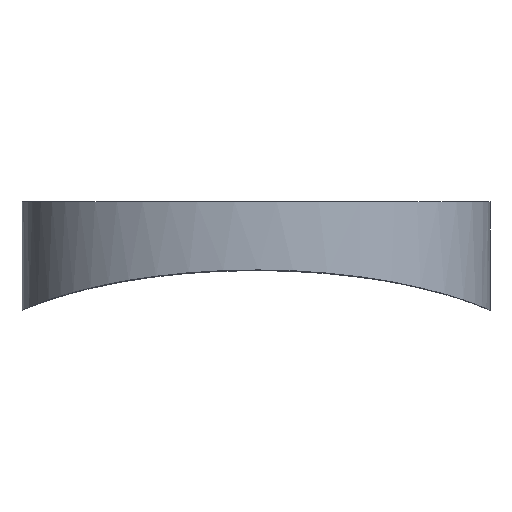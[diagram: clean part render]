
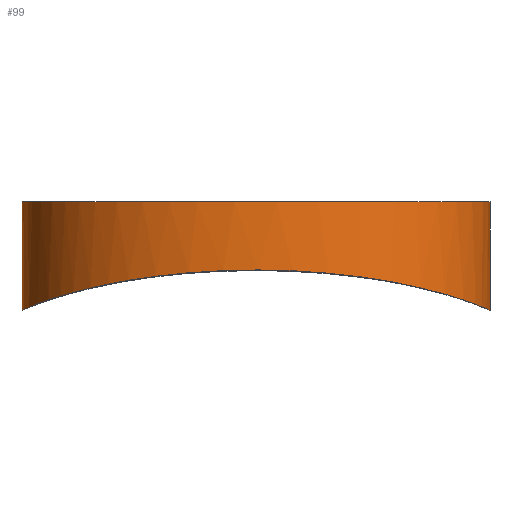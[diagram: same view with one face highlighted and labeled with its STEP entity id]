
A CAD part, top view. The second image highlights one B-rep face of the part: STEP entity #99.
In plain terms, the highlighted free-form (B-spline) face has degree [3, 1] with [13, 2] control points.
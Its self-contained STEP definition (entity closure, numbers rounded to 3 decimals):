
#18=LINE('',#369,#22);
#19=LINE('',#370,#23);
#22=VECTOR('',#122,1000.);
#23=VECTOR('',#123,1000.);
#25=B_SPLINE_SURFACE_WITH_KNOTS('',3,1,((#310,#311),(#312,#313),(#314,#315),
(#316,#317),(#318,#319),(#320,#321),(#322,#323),(#324,#325),(#326,#327),
(#328,#329),(#330,#331),(#332,#333),(#334,#335)),.UNSPECIFIED.,.F.,.F.,
 .F.,(4,1,1,1,1,1,1,1,1,1,4),(2,2),(3.142,3.338,3.534,
3.927,4.32,4.712,5.105,5.498,
5.89,6.087,6.283),(-0.375,0.6),
 .UNSPECIFIED.);
#32=FACE_OUTER_BOUND('',#39,.T.);
#39=EDGE_LOOP('',(#80,#81,#82,#83));
#44=B_SPLINE_CURVE_WITH_KNOTS('',3,(#174,#175,#176,#177,#178,#179,#180,
#181,#182,#183,#184,#185,#186,#187,#188,#189,#190,#191,#192,#193,#194,#195),
 .UNSPECIFIED.,.F.,.F.,(4,2,2,2,2,2,2,2,2,2,4),(0.,0.243,0.439,
0.761,1.153,1.524,1.896,2.284,
2.601,2.799,3.047),.UNSPECIFIED.);
#49=B_SPLINE_CURVE_WITH_KNOTS('',3,(#338,#339,#340,#341,#342,#343,#344,
#345,#346,#347,#348,#349,#350,#351,#352,#353,#354,#355,#356,#357,#358,#359,
#360,#361,#362,#363,#364,#365,#366,#367,#368),.UNSPECIFIED.,.F.,.F.,(4,
3,3,3,3,3,3,3,3,3,4),(-2.029,-1.902,-1.776,
-1.522,-1.268,-1.015,-0.761,-0.507,
-0.254,-0.127,0.),.UNSPECIFIED.);
#52=VERTEX_POINT('',#172);
#53=VERTEX_POINT('',#173);
#58=VERTEX_POINT('',#336);
#59=VERTEX_POINT('',#337);
#60=EDGE_CURVE('',#52,#53,#44,.T.);
#67=EDGE_CURVE('',#58,#59,#49,.T.);
#68=EDGE_CURVE('',#58,#52,#18,.T.);
#69=EDGE_CURVE('',#59,#53,#19,.T.);
#80=ORIENTED_EDGE('',*,*,#67,.F.);
#81=ORIENTED_EDGE('',*,*,#68,.T.);
#82=ORIENTED_EDGE('',*,*,#60,.T.);
#83=ORIENTED_EDGE('',*,*,#69,.F.);
#99=ADVANCED_FACE('',(#32),#25,.F.);
#122=DIRECTION('',(0.,-1.,0.));
#123=DIRECTION('',(0.,-1.,0.));
#172=CARTESIAN_POINT('',(-21.,0.,0.));
#173=CARTESIAN_POINT('',(7.,0.,0.));
#174=CARTESIAN_POINT('Ctrl Pts',(-21.,0.,0.));
#175=CARTESIAN_POINT('Ctrl Pts',(-21.,0.,0.811));
#176=CARTESIAN_POINT('Ctrl Pts',(-20.893,0.056,1.93));
#177=CARTESIAN_POINT('Ctrl Pts',(-20.052,0.397,4.212));
#178=CARTESIAN_POINT('Ctrl Pts',(-19.464,0.619,5.259));
#179=CARTESIAN_POINT('Ctrl Pts',(-17.29,1.272,7.826));
#180=CARTESIAN_POINT('Ctrl Pts',(-15.711,1.604,8.749));
#181=CARTESIAN_POINT('Ctrl Pts',(-13.576,1.97,9.834));
#182=CARTESIAN_POINT('Ctrl Pts',(-12.315,2.134,10.273));
#183=CARTESIAN_POINT('Ctrl Pts',(-9.682,2.351,10.855));
#184=CARTESIAN_POINT('Ctrl Pts',(-8.368,2.405,10.996));
#185=CARTESIAN_POINT('Ctrl Pts',(-5.734,2.408,11.004));
#186=CARTESIAN_POINT('Ctrl Pts',(-4.414,2.356,10.869));
#187=CARTESIAN_POINT('Ctrl Pts',(-1.787,2.145,10.303));
#188=CARTESIAN_POINT('Ctrl Pts',(-0.527,1.984,9.874));
#189=CARTESIAN_POINT('Ctrl Pts',(1.617,1.623,8.805));
#190=CARTESIAN_POINT('Ctrl Pts',(3.216,1.292,7.889));
#191=CARTESIAN_POINT('Ctrl Pts',(5.437,0.629,5.306));
#192=CARTESIAN_POINT('Ctrl Pts',(6.033,0.404,4.247));
#193=CARTESIAN_POINT('Ctrl Pts',(6.891,0.057,1.952));
#194=CARTESIAN_POINT('Ctrl Pts',(7.,0.,0.82));
#195=CARTESIAN_POINT('Ctrl Pts',(7.,0.,0.));
#310=CARTESIAN_POINT('Ctrl Pts',(-21.,8.75,0.));
#311=CARTESIAN_POINT('Ctrl Pts',(-21.,-1.,0.));
#312=CARTESIAN_POINT('Ctrl Pts',(-21.,8.75,0.954));
#313=CARTESIAN_POINT('Ctrl Pts',(-21.,-1.,0.954));
#314=CARTESIAN_POINT('Ctrl Pts',(-20.691,8.75,2.863));
#315=CARTESIAN_POINT('Ctrl Pts',(-20.691,-1.,2.863));
#316=CARTESIAN_POINT('Ctrl Pts',(-19.056,8.75,6.136));
#317=CARTESIAN_POINT('Ctrl Pts',(-19.056,-1.,6.136));
#318=CARTESIAN_POINT('Ctrl Pts',(-15.931,8.75,8.883));
#319=CARTESIAN_POINT('Ctrl Pts',(-15.931,-1.,8.883));
#320=CARTESIAN_POINT('Ctrl Pts',(-11.615,8.75,10.624));
#321=CARTESIAN_POINT('Ctrl Pts',(-11.615,-1.,10.624));
#322=CARTESIAN_POINT('Ctrl Pts',(-7.,8.75,11.188));
#323=CARTESIAN_POINT('Ctrl Pts',(-7.,-1.,11.188));
#324=CARTESIAN_POINT('Ctrl Pts',(-2.385,8.75,10.624));
#325=CARTESIAN_POINT('Ctrl Pts',(-2.385,-1.,10.624));
#326=CARTESIAN_POINT('Ctrl Pts',(1.931,8.75,8.883));
#327=CARTESIAN_POINT('Ctrl Pts',(1.931,-1.,8.883));
#328=CARTESIAN_POINT('Ctrl Pts',(5.056,8.75,6.136));
#329=CARTESIAN_POINT('Ctrl Pts',(5.056,-1.,6.136));
#330=CARTESIAN_POINT('Ctrl Pts',(6.691,8.75,2.863));
#331=CARTESIAN_POINT('Ctrl Pts',(6.691,-1.,2.863));
#332=CARTESIAN_POINT('Ctrl Pts',(7.,8.75,0.954));
#333=CARTESIAN_POINT('Ctrl Pts',(7.,-1.,0.954));
#334=CARTESIAN_POINT('Ctrl Pts',(7.,8.75,0.));
#335=CARTESIAN_POINT('Ctrl Pts',(7.,-1.,0.));
#336=CARTESIAN_POINT('',(-21.,6.5,0.));
#337=CARTESIAN_POINT('',(7.,6.5,0.));
#338=CARTESIAN_POINT('Ctrl Pts',(-21.,6.5,0.));
#339=CARTESIAN_POINT('Ctrl Pts',(-21.,6.5,0.954));
#340=CARTESIAN_POINT('Ctrl Pts',(-20.845,6.5,1.909));
#341=CARTESIAN_POINT('Ctrl Pts',(-20.564,6.5,2.795));
#342=CARTESIAN_POINT('Ctrl Pts',(-20.282,6.5,3.681));
#343=CARTESIAN_POINT('Ctrl Pts',(-19.873,6.5,4.499));
#344=CARTESIAN_POINT('Ctrl Pts',(-19.392,6.5,5.228));
#345=CARTESIAN_POINT('Ctrl Pts',(-18.431,6.5,6.685));
#346=CARTESIAN_POINT('Ctrl Pts',(-17.181,6.5,7.784));
#347=CARTESIAN_POINT('Ctrl Pts',(-15.837,6.5,8.624));
#348=CARTESIAN_POINT('Ctrl Pts',(-14.493,6.5,9.463));
#349=CARTESIAN_POINT('Ctrl Pts',(-13.054,6.5,10.044));
#350=CARTESIAN_POINT('Ctrl Pts',(-11.565,6.5,10.428));
#351=CARTESIAN_POINT('Ctrl Pts',(-10.077,6.5,10.812));
#352=CARTESIAN_POINT('Ctrl Pts',(-8.538,6.5,11.));
#353=CARTESIAN_POINT('Ctrl Pts',(-7.,6.5,11.));
#354=CARTESIAN_POINT('Ctrl Pts',(-5.462,6.5,11.));
#355=CARTESIAN_POINT('Ctrl Pts',(-3.923,6.5,10.812));
#356=CARTESIAN_POINT('Ctrl Pts',(-2.435,6.5,10.428));
#357=CARTESIAN_POINT('Ctrl Pts',(-0.946,6.5,10.044));
#358=CARTESIAN_POINT('Ctrl Pts',(0.493,6.5,9.463));
#359=CARTESIAN_POINT('Ctrl Pts',(1.837,6.5,8.624));
#360=CARTESIAN_POINT('Ctrl Pts',(3.181,6.5,7.784));
#361=CARTESIAN_POINT('Ctrl Pts',(4.431,6.5,6.685));
#362=CARTESIAN_POINT('Ctrl Pts',(5.392,6.5,5.228));
#363=CARTESIAN_POINT('Ctrl Pts',(5.873,6.5,4.499));
#364=CARTESIAN_POINT('Ctrl Pts',(6.282,6.5,3.681));
#365=CARTESIAN_POINT('Ctrl Pts',(6.564,6.5,2.795));
#366=CARTESIAN_POINT('Ctrl Pts',(6.845,6.5,1.909));
#367=CARTESIAN_POINT('Ctrl Pts',(7.,6.5,0.954));
#368=CARTESIAN_POINT('Ctrl Pts',(7.,6.5,0.));
#369=CARTESIAN_POINT('',(-21.,5.,0.));
#370=CARTESIAN_POINT('',(7.,5.,0.));
